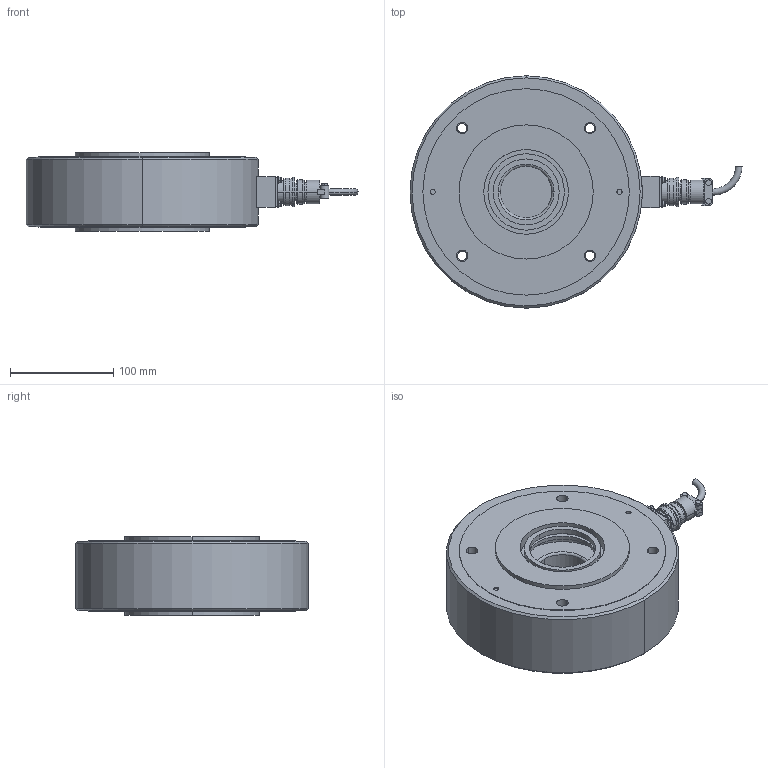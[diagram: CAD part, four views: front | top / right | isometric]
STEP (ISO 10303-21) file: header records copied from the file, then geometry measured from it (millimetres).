
FILE_DESCRIPTION((''),'2;1');
FILE_NAME('50002.stp','2007-01-12T16:59:59',(''),(''),'Mechanical Desktop 2007','Mechanical Desktop 2007',', , ');
FILE_SCHEMA(('CONFIG_CONTROL_DESIGN'));
Length unit declared in the file: millimetre
Products named in the file (25): L50002; L49152; TEIL1AAA; L49151; TEIL1AA; L4340402; TEIL1AAAA; FLANSCHDOSE_14S-2P 4-POLIG; FLANSCHDOSE_14S-2P_4-POLIG; V_RING_V65AA; V_RING_V65A; L4963304; TEIL1; L49026; TEIL1A; FEDERRING_M3A; FEDERRING_M3; I-6KT_SCHRAUBE_M3X25; I-6KT_SCHRAUBE_M3X25A; I-6KT_SCHRAUBE_M6X60A; I-6KT_SCHRAUBE_M6X60; PENDELKUGELLAGER_1310TV; PENDELKUGELLAGER_1310TVA; SICHERUNGSRING_J110; SICHERUNGSRING_J110A
Assembly tree (31 placements, depth 3):
  L50002
    L49152
      TEIL1AAA
    L49151
      TEIL1AA
    L4340402  x2
      TEIL1AAAA
    FLANSCHDOSE_14S-2P 4-POLIG
      FLANSCHDOSE_14S-2P_4-POLIG
    V_RING_V65AA
      V_RING_V65A
    L4963304
      TEIL1
    L49026
      TEIL1A
    FEDERRING_M3A  x4
      FEDERRING_M3
    I-6KT_SCHRAUBE_M3X25  x4
      I-6KT_SCHRAUBE_M3X25A
    I-6KT_SCHRAUBE_M6X60A
      I-6KT_SCHRAUBE_M6X60
    PENDELKUGELLAGER_1310TV
      PENDELKUGELLAGER_1310TVA
    SICHERUNGSRING_J110
      SICHERUNGSRING_J110A
Bounding box: 321.65 x 225 x 75.9 mm (x, y, z)
Volume: 2404819.6 mm3; surface area: 388586.4 mm2
Topology: 19 solids, 19 shells, 385 faces, 899 edges, 595 vertices
Faces by surface type: cylinder 226, plane 109, cone 28, torus 20, bspline 2
Entity records: 9861 total; most frequent: DIRECTION 1846, CARTESIAN_POINT 1704, ORIENTED_EDGE 1440, AXIS2_PLACEMENT_3D 786, EDGE_CURVE 720, VERTEX_POINT 476, CIRCLE 446, EDGE_LOOP 430
